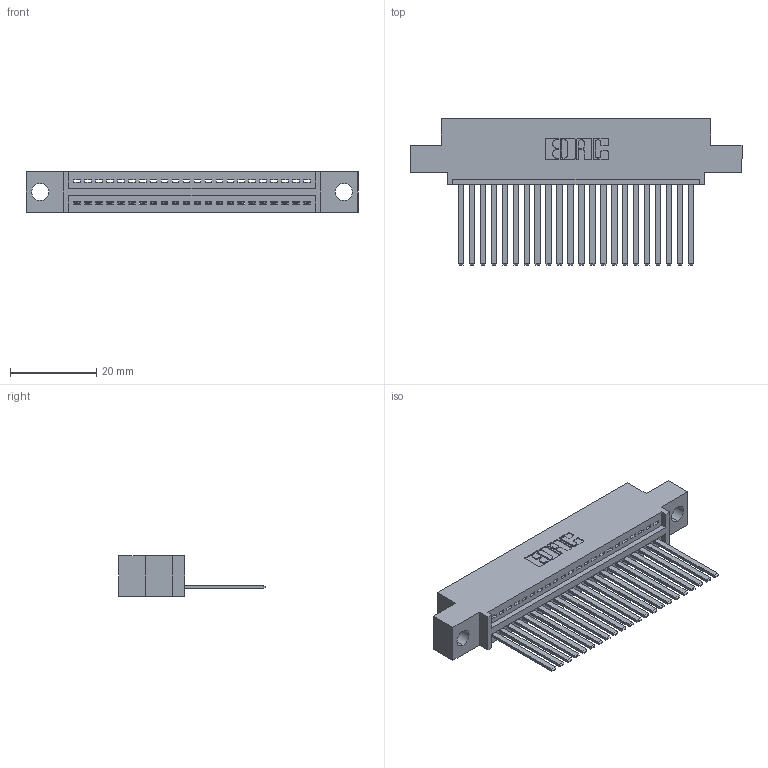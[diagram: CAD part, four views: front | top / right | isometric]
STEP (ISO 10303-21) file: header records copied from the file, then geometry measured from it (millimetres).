
FILE_DESCRIPTION (( 'STEP AP203' ), '1' );
FILE_NAME ('345-022-544-404.STEP', '2018-08-21T00:06:03', ( '' ), ( '' ), 'SwSTEP 2.0', 'SolidWorks 2016', '' );
FILE_SCHEMA (( 'CONFIG_CONTROL_DESIGN' ));
Length unit declared in the file: inch
Products named in the file (3): 345 Part_0.110 Offset - 0.156 Dia-TH; 345-292-001_345-293-144; 345-022-544-404
Assembly tree (23 placements, depth 2):
  345-022-544-404
    345 Part_0.110 Offset - 0.156 Dia-TH
    345-292-001_345-293-144  x22
Bounding box: 77.09 x 33.96 x 9.4 mm (x, y, z)
Volume: 7251.7 mm3; surface area: 10020.6 mm2
Topology: 23 solids, 23 shells, 1274 faces, 3829 edges, 2522 vertices
Faces by surface type: plane 876, cylinder 398
Entity records: 19201 total; most frequent: CARTESIAN_POINT 3334, ORIENTED_EDGE 3290, DIRECTION 2937, EDGE_CURVE 1645, VECTOR 1429, LINE 1429, VERTEX_POINT 1094, AXIS2_PLACEMENT_3D 754
